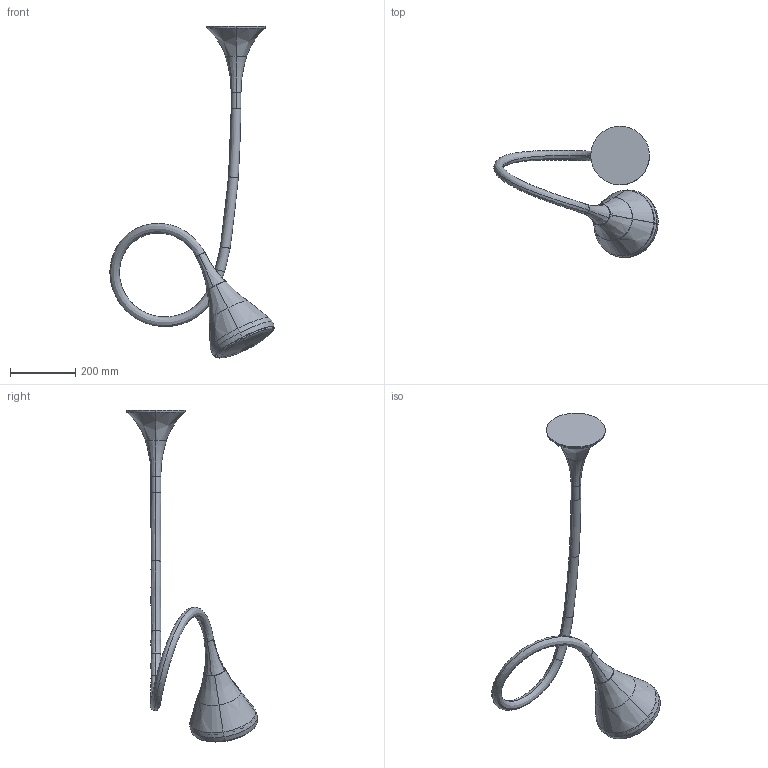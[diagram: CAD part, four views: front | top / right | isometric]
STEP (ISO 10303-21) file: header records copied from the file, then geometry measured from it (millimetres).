
FILE_DESCRIPTION(/* description */ (''),/* implementation_level */ '2;1');
FILE_NAME(/* name */ 'Pipe_par-soff_3D',/* time_stamp */ '2012-04-02T10:10:51+02:00',/* author */ (''),/* organization */ (''),/* preprocessor_version */ 'ST-DEVELOPER v10',/* originating_system */ '',/* authorisation */ '');
FILE_SCHEMA (('CONFIG_CONTROL_DESIGN'));
Length unit declared in the file: millimetre
Products named in the file (1): 1
Bounding box: 503.68 x 401.37 x 1017.73 mm (x, y, z)
Volume: 3040459.3 mm3; surface area: 662908.3 mm2
Topology: 7 solids, 7 shells, 144 faces, 302 edges, 176 vertices
Faces by surface type: bspline 114, plane 30
Entity records: 6684 total; most frequent: CARTESIAN_POINT 4881, ORIENTED_EDGE 604, EDGE_CURVE 302, VERTEX_POINT 176, EDGE_LOOP 150, ADVANCED_FACE 144, FACE_OUTER_BOUND 144, B_SPLINE_CURVE_WITH_KNOTS 83
